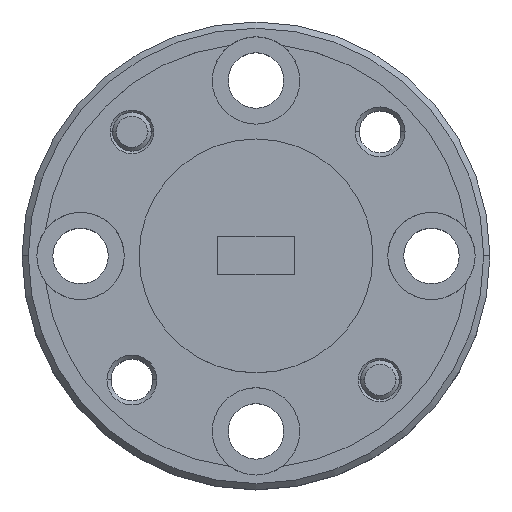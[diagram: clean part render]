
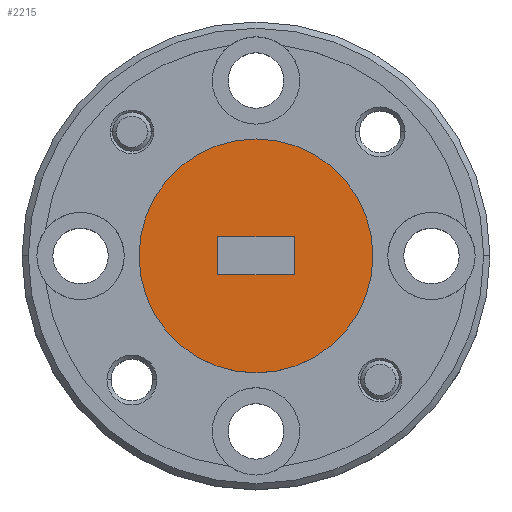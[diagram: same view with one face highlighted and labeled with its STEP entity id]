
A CAD part, top view. The second image highlights one B-rep face of the part: STEP entity #2215.
In plain terms, the highlighted planar face has unit normal (0, 0, 1).
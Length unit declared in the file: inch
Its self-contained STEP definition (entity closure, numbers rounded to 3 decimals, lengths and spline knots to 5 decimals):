
#139 = ORIENTED_EDGE ( 'NONE', *, *, #3447, .F. ) ;
#176 = CARTESIAN_POINT ( 'NONE',  ( 0.1875, 0., 0. ) ) ;
#200 = CARTESIAN_POINT ( 'NONE',  ( 0., 0., 0. ) ) ;
#288 = DIRECTION ( 'NONE',  ( 1., 0., 0. ) ) ;
#386 = CARTESIAN_POINT ( 'NONE',  ( 0., 0., 0. ) ) ;
#562 = VERTEX_POINT ( 'NONE', #2999 ) ;
#577 = CARTESIAN_POINT ( 'NONE',  ( -0.061, 0.0305, 0. ) ) ;
#591 = DIRECTION ( 'NONE',  ( 0., 1., 0. ) ) ;
#717 = VECTOR ( 'NONE', #591, 39.37008 ) ;
#779 = VERTEX_POINT ( 'NONE', #2220 ) ;
#875 = AXIS2_PLACEMENT_3D ( 'NONE', #3169, #1329, #2559 ) ;
#901 = LINE ( 'NONE', #2125, #717 ) ;
#909 = EDGE_CURVE ( 'NONE', #1425, #779, #2510, .T. ) ;
#974 = ORIENTED_EDGE ( 'NONE', *, *, #3115, .T. ) ;
#1059 = VERTEX_POINT ( 'NONE', #1928 ) ;
#1141 = ORIENTED_EDGE ( 'NONE', *, *, #1281, .F. ) ;
#1273 = VERTEX_POINT ( 'NONE', #3925 ) ;
#1281 = EDGE_CURVE ( 'NONE', #1273, #1059, #3064, .T. ) ;
#1329 = DIRECTION ( 'NONE',  ( 0., 0., 1. ) ) ;
#1358 = VECTOR ( 'NONE', #1478, 39.37008 ) ;
#1425 = VERTEX_POINT ( 'NONE', #176 ) ;
#1478 = DIRECTION ( 'NONE',  ( -1., 0., 0. ) ) ;
#1712 = EDGE_CURVE ( 'NONE', #2196, #1273, #2741, .T. ) ;
#1767 = ORIENTED_EDGE ( 'NONE', *, *, #2324, .F. ) ;
#1798 = AXIS2_PLACEMENT_3D ( 'NONE', #200, #2661, #2701 ) ;
#1928 = CARTESIAN_POINT ( 'NONE',  ( 0.061, -0.0305, 0. ) ) ;
#1954 = FACE_OUTER_BOUND ( 'NONE', #2152, .T. ) ;
#2066 = LINE ( 'NONE', #577, #1358 ) ;
#2070 = AXIS2_PLACEMENT_3D ( 'NONE', #386, #2858, #2595 ) ;
#2094 = DIRECTION ( 'NONE',  ( 0., -1., 0. ) ) ;
#2125 = CARTESIAN_POINT ( 'NONE',  ( 0.061, 0.0305, 0. ) ) ;
#2152 = EDGE_LOOP ( 'NONE', ( #2410, #974 ) ) ;
#2196 = VERTEX_POINT ( 'NONE', #2576 ) ;
#2215 = ADVANCED_FACE ( 'NONE', ( #2638, #1954 ), #2619, .T. ) ;
#2220 = CARTESIAN_POINT ( 'NONE',  ( -0.1875, 0., 0. ) ) ;
#2324 = EDGE_CURVE ( 'NONE', #562, #2196, #2066, .T. ) ;
#2410 = ORIENTED_EDGE ( 'NONE', *, *, #909, .T. ) ;
#2428 = CARTESIAN_POINT ( 'NONE',  ( -0.061, 0.0305, 0. ) ) ;
#2490 = VECTOR ( 'NONE', #288, 39.37008 ) ;
#2510 = CIRCLE ( 'NONE', #1798, 0.1875 ) ;
#2527 = CIRCLE ( 'NONE', #2070, 0.1875 ) ;
#2559 = DIRECTION ( 'NONE',  ( 1., 0., 0. ) ) ;
#2576 = CARTESIAN_POINT ( 'NONE',  ( -0.061, 0.0305, 0. ) ) ;
#2595 = DIRECTION ( 'NONE',  ( 1., 0., 0. ) ) ;
#2619 = PLANE ( 'NONE',  #875 ) ;
#2638 = FACE_BOUND ( 'NONE', #3583, .T. ) ;
#2661 = DIRECTION ( 'NONE',  ( 0., 0., 1. ) ) ;
#2701 = DIRECTION ( 'NONE',  ( 1., 0., 0. ) ) ;
#2741 = LINE ( 'NONE', #2428, #3919 ) ;
#2858 = DIRECTION ( 'NONE',  ( 0., 0., 1. ) ) ;
#2999 = CARTESIAN_POINT ( 'NONE',  ( 0.061, 0.0305, 0. ) ) ;
#3044 = CARTESIAN_POINT ( 'NONE',  ( -0.061, -0.0305, 0. ) ) ;
#3064 = LINE ( 'NONE', #3044, #2490 ) ;
#3115 = EDGE_CURVE ( 'NONE', #779, #1425, #2527, .T. ) ;
#3169 = CARTESIAN_POINT ( 'NONE',  ( 0., 0., 0. ) ) ;
#3292 = ORIENTED_EDGE ( 'NONE', *, *, #1712, .F. ) ;
#3447 = EDGE_CURVE ( 'NONE', #1059, #562, #901, .T. ) ;
#3583 = EDGE_LOOP ( 'NONE', ( #139, #1141, #3292, #1767 ) ) ;
#3919 = VECTOR ( 'NONE', #2094, 39.37008 ) ;
#3925 = CARTESIAN_POINT ( 'NONE',  ( -0.061, -0.0305, 0. ) ) ;
